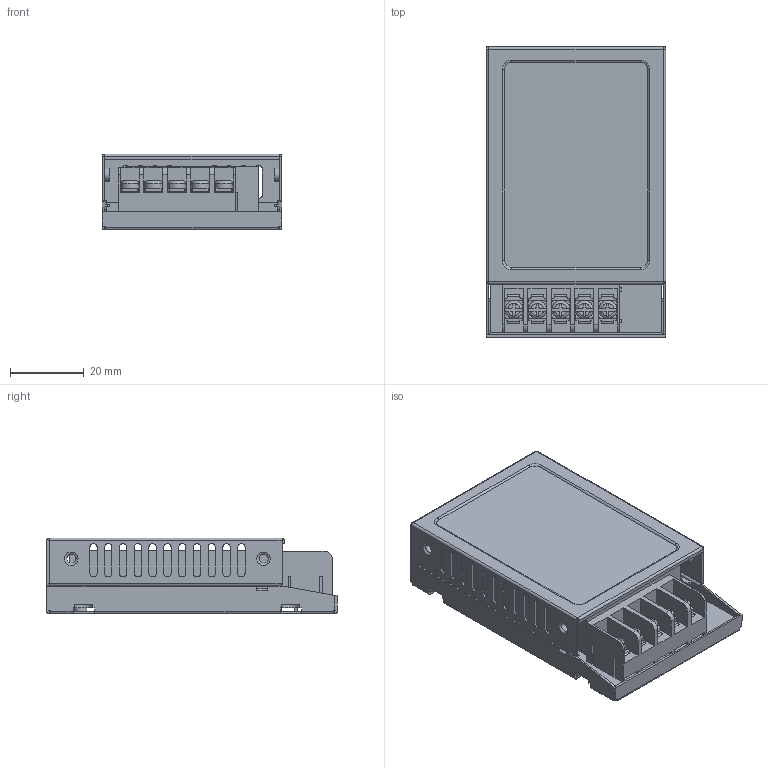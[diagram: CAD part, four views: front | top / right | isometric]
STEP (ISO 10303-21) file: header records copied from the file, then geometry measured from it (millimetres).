
FILE_DESCRIPTION(/* description */ (''),/* implementation_level */ '2;1');
FILE_NAME(/* name */ 'MPS-12&15W.stp',/* time_stamp */ '2023-07-21T15:13:37+08:00',/* author */ (''),/* organization */ (''),/* preprocessor_version */ 'ST-DEVELOPER v19.3',/* originating_system */ 'SIEMENS PLM Software NX2212.3001',/* authorisation */ '');
FILE_SCHEMA (('AP203_CONFIGURATION_CONTROLLED_3D_DESIGN_OF_MECHANICAL_PARTS_AND_ASSEMBLIES_MIM_LF { 1 0 10303 403 2 1 2}'));
Length unit declared in the file: millimetre
Products named in the file (7): 铆钉; MPS-12&15W-A01P01; A01J1DZP0000002; A04WJJSK0000001; A04WJJSK0000002_MODEL; MPS-12&15W-A01; MPS-12&15W
Assembly tree (6 placements, depth 3):
  MPS-12&15W
    MPS-12&15W-A01
      MPS-12&15W-A01P01
    A04WJJSK0000001
    A04WJJSK0000002_MODEL
      铆钉
    A01J1DZP0000002
Bounding box: 48.5 x 78.5 x 20.5 mm (x, y, z)
Volume: 40368.8 mm3; surface area: 35789.7 mm2
Topology: 5 solids, 5 shells, 823 faces, 2333 edges, 1525 vertices
Faces by surface type: plane 515, cylinder 274, torus 25, bspline 6, cone 3
Full cylindrical faces by diameter (mm): 2.459 x6, 2.5 x2, 3.5 x2, 3.65 x1, 3.659 x6, 3.8 x1, 4 x1, 4.8 x2
Entity records: 27759 total; most frequent: CARTESIAN_POINT 6149, ORIENTED_EDGE 4574, DIRECTION 4071, EDGE_CURVE 2287, VERTEX_POINT 1510, AXIS2_PLACEMENT_3D 1401, LINE 1269, VECTOR 1269
